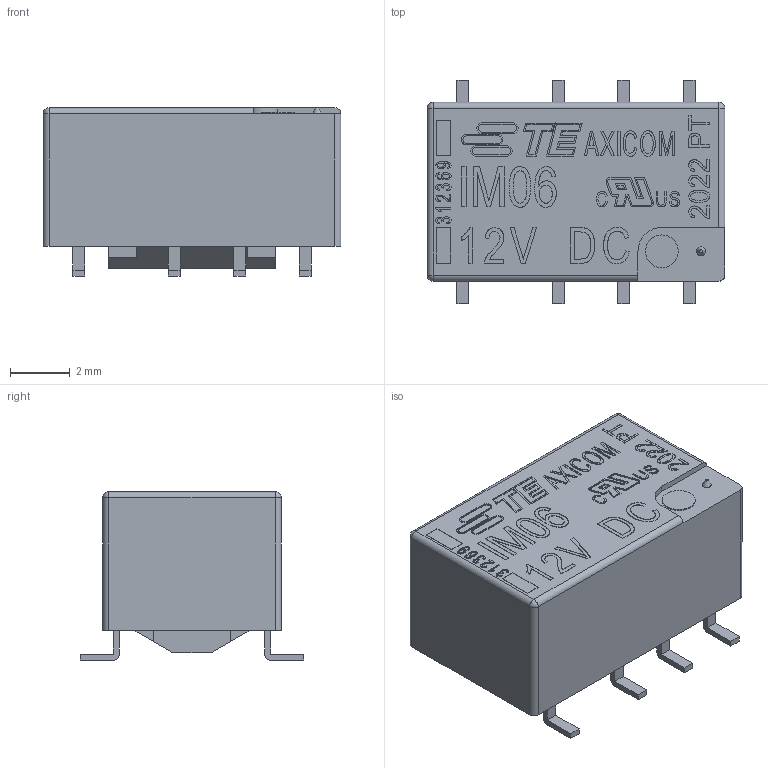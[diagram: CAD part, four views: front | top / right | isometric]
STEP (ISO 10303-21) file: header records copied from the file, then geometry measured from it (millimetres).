
FILE_DESCRIPTION(('STEP AP214'), '1');
FILE_NAME('IM06GR Relay (TE Connectivity)', '', ('UNSPECIFIED'), ('UNSPECIFIED'), 'ASCON STEP Converter 1.6', 'ASCON Math Kernel', '');
FILE_SCHEMA(('AUTOMOTIVE_DESIGN { 1 0 10303 214 3 1 1}'));
Length unit declared in the file: millimetre
Bounding box: 10 x 7.5 x 5.65 mm (x, y, z)
Volume: 286 mm3; surface area: 298.9 mm2
Topology: 9 solids, 9 shells, 1529 faces, 4334 edges, 2877 vertices
Faces by surface type: plane 910, cylinder 611, sphere 7, cone 1
Full cylindrical faces by diameter (mm): 1.1 x3
Entity records: 61941 total; most frequent: CARTESIAN_POINT 8778, ORIENTED_EDGE 8646, DIRECTION 8571, EDGE_CURVE 4323, LINE 3103, VECTOR 3103, VERTEX_POINT 2877, AXIS2_PLACEMENT_3D 2734
